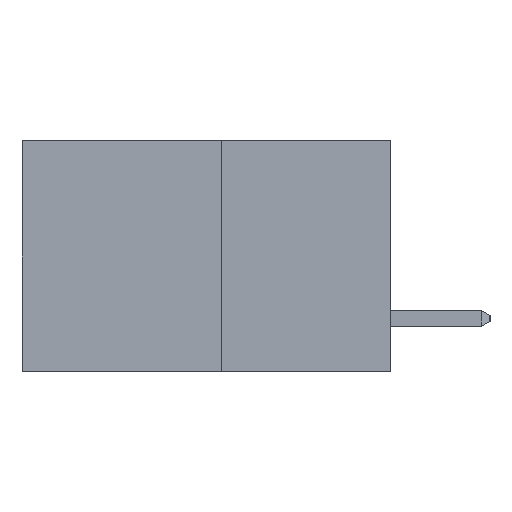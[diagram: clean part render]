
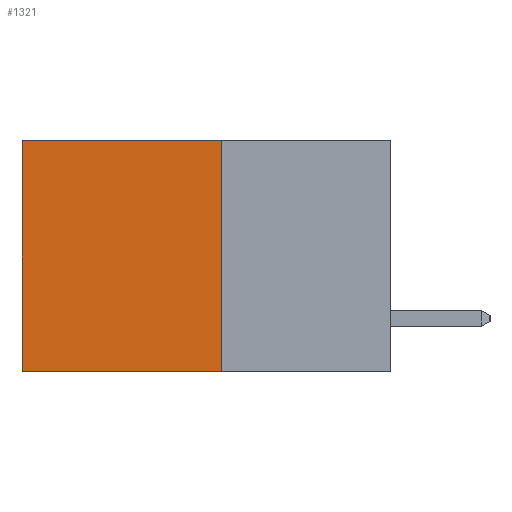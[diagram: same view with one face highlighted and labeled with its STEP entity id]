
A CAD part, left-side view. The second image highlights one B-rep face of the part: STEP entity #1321.
In plain terms, the highlighted planar face has unit normal (-1, 0, 0).
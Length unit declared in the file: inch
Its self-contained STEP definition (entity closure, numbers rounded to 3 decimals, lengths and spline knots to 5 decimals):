
#97 = DIRECTION ( 'NONE',  ( 0., 1., 0. ) ) ;
#352 = CARTESIAN_POINT ( 'NONE',  ( 0.277, 0.27, -0.37 ) ) ;
#580 = ORIENTED_EDGE ( 'NONE', *, *, #4705, .T. ) ;
#644 = LINE ( 'NONE', #7841, #9031 ) ;
#793 = LINE ( 'NONE', #352, #6091 ) ;
#1129 = CARTESIAN_POINT ( 'NONE',  ( 0.277, 0.59, 0. ) ) ;
#1321 = ADVANCED_FACE ( 'NONE', ( #12810 ), #12878, .F. ) ;
#1430 = DIRECTION ( 'NONE',  ( 0., 1., 0. ) ) ;
#1688 = CARTESIAN_POINT ( 'NONE',  ( 0.277, 0.27, 0. ) ) ;
#1699 = EDGE_CURVE ( 'NONE', #10029, #11625, #793, .T. ) ;
#3672 = CARTESIAN_POINT ( 'NONE',  ( 0.277, 0.27, 0. ) ) ;
#4088 = CARTESIAN_POINT ( 'NONE',  ( 0.277, 0.27, -0.37 ) ) ;
#4382 = LINE ( 'NONE', #1688, #9190 ) ;
#4705 = EDGE_CURVE ( 'NONE', #6954, #7935, #4382, .T. ) ;
#5325 = DIRECTION ( 'NONE',  ( 0., 0., -1. ) ) ;
#5387 = DIRECTION ( 'NONE',  ( 1., 0., 0. ) ) ;
#6091 = VECTOR ( 'NONE', #97, 39.37008 ) ;
#6836 = CARTESIAN_POINT ( 'NONE',  ( 0.277, 0.59, -0.37 ) ) ;
#6878 = VECTOR ( 'NONE', #7329, 39.37008 ) ;
#6954 = VERTEX_POINT ( 'NONE', #3672 ) ;
#7329 = DIRECTION ( 'NONE',  ( 0., 0., -1. ) ) ;
#7841 = CARTESIAN_POINT ( 'NONE',  ( 0.277, 0.59, -0.37 ) ) ;
#7935 = VERTEX_POINT ( 'NONE', #1129 ) ;
#8347 = ORIENTED_EDGE ( 'NONE', *, *, #1699, .F. ) ;
#8672 = ORIENTED_EDGE ( 'NONE', *, *, #9122, .F. ) ;
#8711 = EDGE_LOOP ( 'NONE', ( #13226, #8347, #8672, #580 ) ) ;
#8824 = DIRECTION ( 'NONE',  ( 0., 0., -1. ) ) ;
#9031 = VECTOR ( 'NONE', #8824, 39.37008 ) ;
#9122 = EDGE_CURVE ( 'NONE', #6954, #10029, #10190, .T. ) ;
#9190 = VECTOR ( 'NONE', #1430, 39.37008 ) ;
#9322 = CARTESIAN_POINT ( 'NONE',  ( 0.277, 0.27, -0.37 ) ) ;
#10029 = VERTEX_POINT ( 'NONE', #4088 ) ;
#10190 = LINE ( 'NONE', #9322, #6878 ) ;
#10804 = AXIS2_PLACEMENT_3D ( 'NONE', #12653, #5387, #5325 ) ;
#11625 = VERTEX_POINT ( 'NONE', #6836 ) ;
#12344 = EDGE_CURVE ( 'NONE', #7935, #11625, #644, .T. ) ;
#12653 = CARTESIAN_POINT ( 'NONE',  ( 0.277, 0.27, -0.37 ) ) ;
#12810 = FACE_OUTER_BOUND ( 'NONE', #8711, .T. ) ;
#12878 = PLANE ( 'NONE',  #10804 ) ;
#13226 = ORIENTED_EDGE ( 'NONE', *, *, #12344, .T. ) ;
